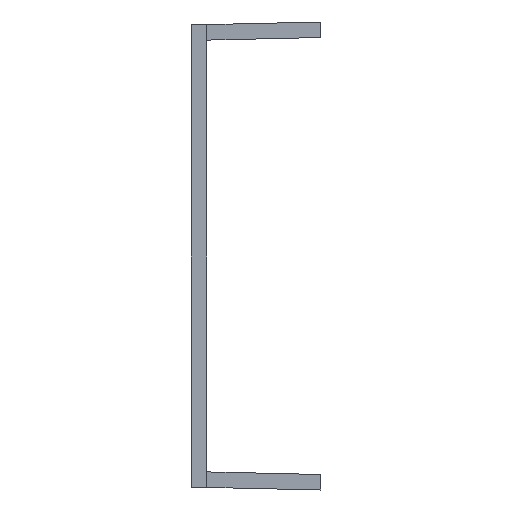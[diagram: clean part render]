
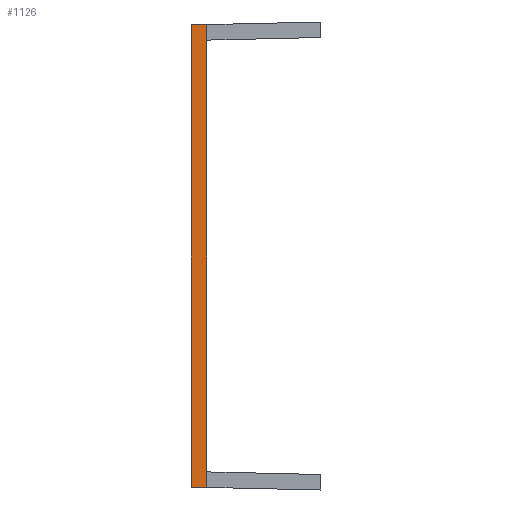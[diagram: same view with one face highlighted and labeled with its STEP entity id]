
A CAD part, left-side view. The second image highlights one B-rep face of the part: STEP entity #1126.
In plain terms, the highlighted planar face has unit normal (-1, 0, 0).
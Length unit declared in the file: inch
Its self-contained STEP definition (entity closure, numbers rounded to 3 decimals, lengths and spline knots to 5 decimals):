
#502 = CARTESIAN_POINT ( 'NONE',  ( -9.48819, 0.02953, -0.88091 ) ) ;
#565 = DIRECTION ( 'NONE',  ( 1., 0., 0. ) ) ;
#631 = VERTEX_POINT ( 'NONE', #5003 ) ;
#697 = LINE ( 'NONE', #760, #3765 ) ;
#760 = CARTESIAN_POINT ( 'NONE',  ( -9.48819, 0.02953, 0.88091 ) ) ;
#1073 = PLANE ( 'NONE',  #4159 ) ;
#1126 = ADVANCED_FACE ( 'NONE', ( #3311 ), #1073, .F. ) ;
#1253 = VERTEX_POINT ( 'NONE', #6424 ) ;
#1579 = EDGE_CURVE ( 'NONE', #631, #2939, #2922, .T. ) ;
#1684 = EDGE_CURVE ( 'NONE', #2939, #6651, #5651, .T. ) ;
#1801 = ORIENTED_EDGE ( 'NONE', *, *, #1579, .T. ) ;
#1951 = CARTESIAN_POINT ( 'NONE',  ( -9.48819, -0.02953, 0.88091 ) ) ;
#2114 = CARTESIAN_POINT ( 'NONE',  ( -9.48819, 0.02953, 0.88091 ) ) ;
#2261 = CARTESIAN_POINT ( 'NONE',  ( -9.48819, -0.02953, 0.88091 ) ) ;
#2483 = DIRECTION ( 'NONE',  ( 0., 0., 1. ) ) ;
#2652 = DIRECTION ( 'NONE',  ( 0., 0., -1. ) ) ;
#2681 = EDGE_LOOP ( 'NONE', ( #3614, #2686, #3756, #1801 ) ) ;
#2686 = ORIENTED_EDGE ( 'NONE', *, *, #5814, .F. ) ;
#2781 = CARTESIAN_POINT ( 'NONE',  ( -9.48819, 0.02953, 0.88091 ) ) ;
#2922 = LINE ( 'NONE', #502, #4872 ) ;
#2939 = VERTEX_POINT ( 'NONE', #6120 ) ;
#3311 = FACE_OUTER_BOUND ( 'NONE', #2681, .T. ) ;
#3575 = DIRECTION ( 'NONE',  ( 0., -1., 0. ) ) ;
#3588 = EDGE_CURVE ( 'NONE', #631, #1253, #3967, .T. ) ;
#3614 = ORIENTED_EDGE ( 'NONE', *, *, #1684, .T. ) ;
#3756 = ORIENTED_EDGE ( 'NONE', *, *, #3588, .F. ) ;
#3765 = VECTOR ( 'NONE', #4384, 39.37008 ) ;
#3967 = LINE ( 'NONE', #2781, #4385 ) ;
#4159 = AXIS2_PLACEMENT_3D ( 'NONE', #2114, #565, #2652 ) ;
#4384 = DIRECTION ( 'NONE',  ( 0., -1., 0. ) ) ;
#4385 = VECTOR ( 'NONE', #5440, 39.37008 ) ;
#4872 = VECTOR ( 'NONE', #3575, 39.37008 ) ;
#5003 = CARTESIAN_POINT ( 'NONE',  ( -9.48819, 0.02953, -0.88091 ) ) ;
#5164 = VECTOR ( 'NONE', #2483, 39.37008 ) ;
#5440 = DIRECTION ( 'NONE',  ( 0., 0., 1. ) ) ;
#5651 = LINE ( 'NONE', #1951, #5164 ) ;
#5814 = EDGE_CURVE ( 'NONE', #1253, #6651, #697, .T. ) ;
#6120 = CARTESIAN_POINT ( 'NONE',  ( -9.48819, -0.02953, -0.88091 ) ) ;
#6424 = CARTESIAN_POINT ( 'NONE',  ( -9.48819, 0.02953, 0.88091 ) ) ;
#6651 = VERTEX_POINT ( 'NONE', #2261 ) ;
